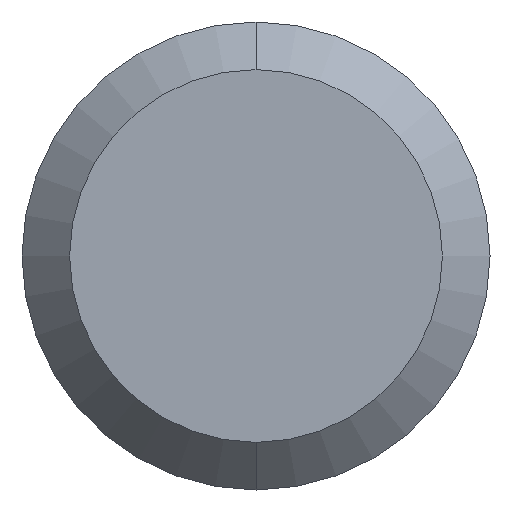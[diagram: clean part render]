
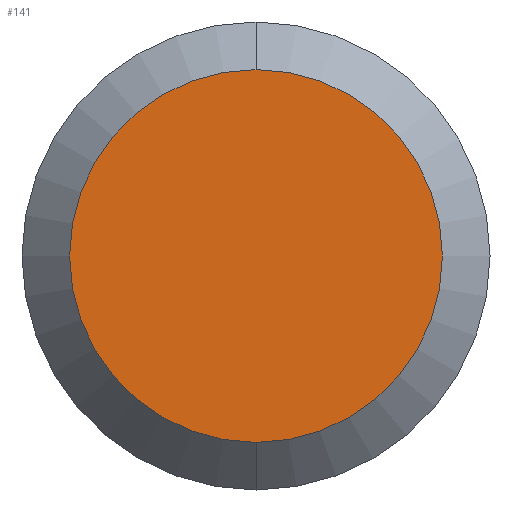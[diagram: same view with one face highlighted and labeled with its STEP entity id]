
A CAD part, front view. The second image highlights one B-rep face of the part: STEP entity #141.
In plain terms, the highlighted planar face has unit normal (0, -1, 0).
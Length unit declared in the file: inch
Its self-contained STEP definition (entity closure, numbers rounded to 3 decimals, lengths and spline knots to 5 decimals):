
#14 = DIRECTION ( 'NONE',  ( 0., -1., 0. ) ) ;
#61 = DIRECTION ( 'NONE',  ( 0., 0., 1. ) ) ;
#68 = EDGE_LOOP ( 'NONE', ( #241, #162 ) ) ;
#70 = EDGE_CURVE ( 'NONE', #248, #181, #186, .T. ) ;
#72 = FACE_OUTER_BOUND ( 'NONE', #68, .T. ) ;
#101 = CARTESIAN_POINT ( 'NONE',  ( 0., 0., 0.07828 ) ) ;
#121 = CARTESIAN_POINT ( 'NONE',  ( 0., 0., 0. ) ) ;
#124 = CARTESIAN_POINT ( 'NONE',  ( 0., 0., 0. ) ) ;
#127 = AXIS2_PLACEMENT_3D ( 'NONE', #277, #14, #61 ) ;
#128 = DIRECTION ( 'NONE',  ( 0., 0., 1. ) ) ;
#137 = AXIS2_PLACEMENT_3D ( 'NONE', #124, #146, #159 ) ;
#141 = ADVANCED_FACE ( 'NONE', ( #72 ), #219, .F. ) ;
#146 = DIRECTION ( 'NONE',  ( 0., 1., 0. ) ) ;
#159 = DIRECTION ( 'NONE',  ( 0., 0., 1. ) ) ;
#162 = ORIENTED_EDGE ( 'NONE', *, *, #236, .T. ) ;
#181 = VERTEX_POINT ( 'NONE', #231 ) ;
#186 = CIRCLE ( 'NONE', #200, 0.07828 ) ;
#200 = AXIS2_PLACEMENT_3D ( 'NONE', #121, #272, #128 ) ;
#203 = CIRCLE ( 'NONE', #127, 0.07828 ) ;
#219 = PLANE ( 'NONE',  #137 ) ;
#231 = CARTESIAN_POINT ( 'NONE',  ( 0., 0., -0.07828 ) ) ;
#236 = EDGE_CURVE ( 'NONE', #181, #248, #203, .T. ) ;
#241 = ORIENTED_EDGE ( 'NONE', *, *, #70, .T. ) ;
#248 = VERTEX_POINT ( 'NONE', #101 ) ;
#272 = DIRECTION ( 'NONE',  ( 0., -1., 0. ) ) ;
#277 = CARTESIAN_POINT ( 'NONE',  ( 0., 0., 0. ) ) ;
